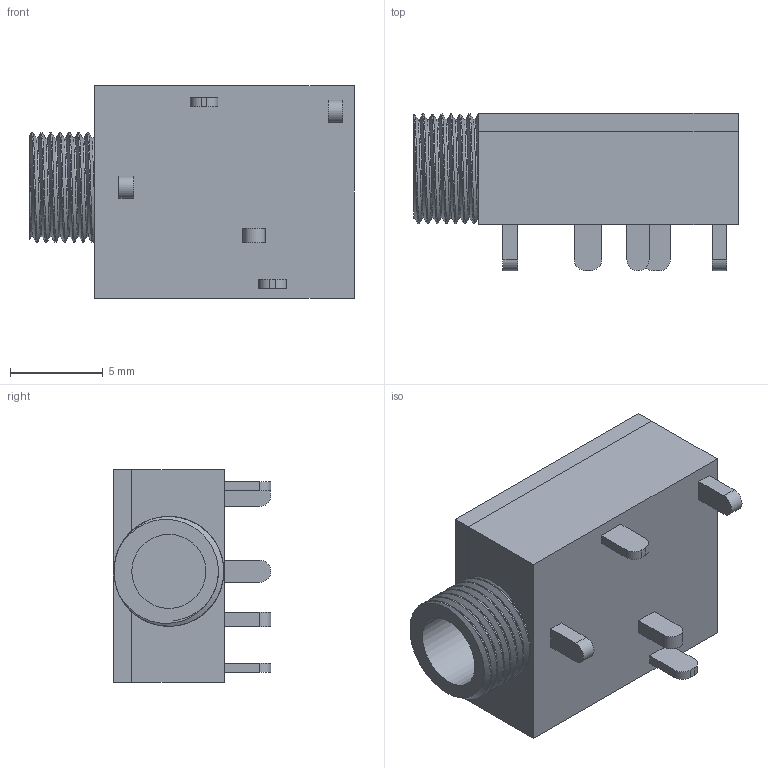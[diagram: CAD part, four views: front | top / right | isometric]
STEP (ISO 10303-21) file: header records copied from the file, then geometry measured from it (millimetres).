
FILE_DESCRIPTION(/* description */ (''),/* implementation_level */ '2;1');
FILE_NAME(/* name */ 'A-069 v6.step',/* time_stamp */ '2025-06-25T09:57:56-07:00',/* author */ (''),/* organization */ (''),/* preprocessor_version */ 'ST-DEVELOPER v20.1',/* originating_system */ 'Autodesk Translation Framework v14.10.0.0',/* authorisation */ '');
FILE_SCHEMA (('AUTOMOTIVE_DESIGN { 1 0 10303 214 3 1 1 }'));
Length unit declared in the file: millimetre
Products named in the file (1): A-069
Bounding box: 17.5 x 8.5 x 11.5 mm (x, y, z)
Volume: 994.3 mm3; surface area: 1183.4 mm2
Topology: 7 solids, 7 shells, 68 faces, 159 edges, 106 vertices
Faces by surface type: plane 42, cylinder 24, bspline 2
Full cylindrical faces by diameter (mm): 4 x1, 5.351 x1, 5.927 x3
Entity records: 3130 total; most frequent: CARTESIAN_POINT 1569, ORIENTED_EDGE 322, DIRECTION 278, EDGE_CURVE 161, VERTEX_POINT 106, LINE 102, VECTOR 102, AXIS2_PLACEMENT_3D 88
